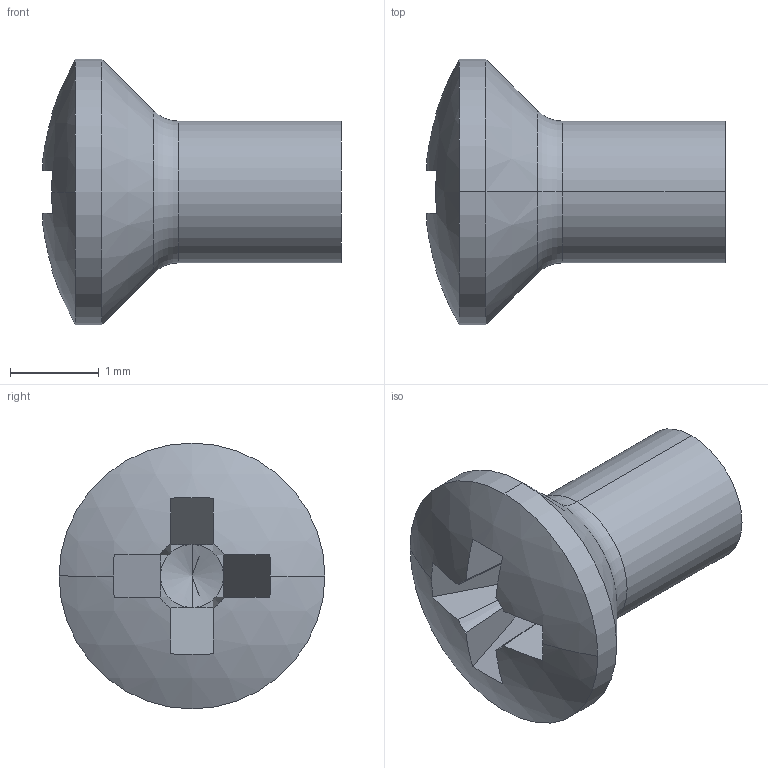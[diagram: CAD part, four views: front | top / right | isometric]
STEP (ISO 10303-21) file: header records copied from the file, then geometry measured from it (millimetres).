
FILE_DESCRIPTION (( 'STEP AP203' ), '1' );
FILE_NAME ('countersunk raised head cross recess screw_iso.STEP', '2018-10-06T11:47:09', ( '' ), ( '' ), 'SwSTEP 2.0', 'SolidWorks 2018', '' );
FILE_SCHEMA (( 'CONFIG_CONTROL_DESIGN' ));
Length unit declared in the file: millimetre
Products named in the file (1): countersunk raised head cross recess screw_iso
Bounding box: 3.37 x 3 x 3 mm (x, y, z)
Volume: 9.4 mm3; surface area: 34.1 mm2
Topology: 1 solids, 1 shells, 42 faces, 100 edges, 58 vertices
Faces by surface type: plane 21, cone 13, cylinder 4, torus 2, sphere 2
Entity records: 1283 total; most frequent: CARTESIAN_POINT 238, DIRECTION 223, ORIENTED_EDGE 196, EDGE_CURVE 98, AXIS2_PLACEMENT_3D 95, VERTEX_POINT 58, CIRCLE 52, EDGE_LOOP 42
